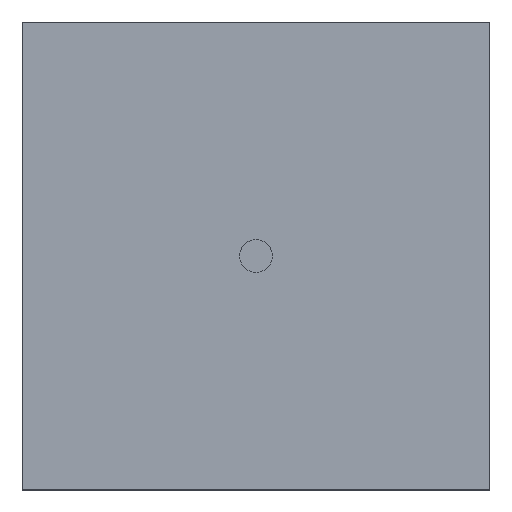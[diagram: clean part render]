
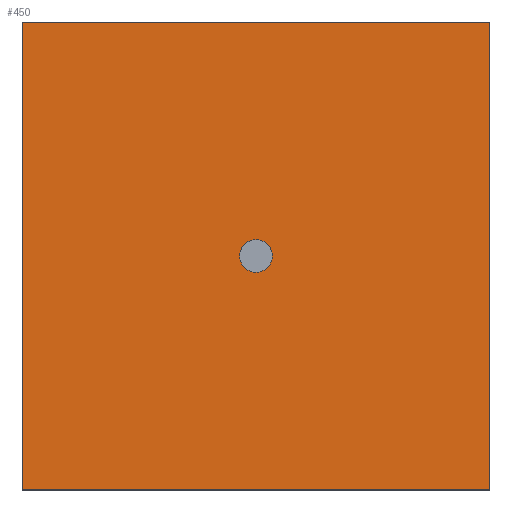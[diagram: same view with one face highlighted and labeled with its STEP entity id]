
A CAD part, top view. The second image highlights one B-rep face of the part: STEP entity #450.
In plain terms, the highlighted planar face has unit normal (0, 0, 1).
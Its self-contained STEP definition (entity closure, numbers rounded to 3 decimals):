
#55 = CARTESIAN_POINT ( 'NONE',  ( 75., 75., 40. ) ) ;
#60 = DIRECTION ( 'NONE',  ( 0., 1., 0. ) ) ;
#78 = DIRECTION ( 'NONE',  ( 0., 0., 1. ) ) ;
#92 = DIRECTION ( 'NONE',  ( 1., 0., 0. ) ) ;
#97 = CARTESIAN_POINT ( 'NONE',  ( 0., 0., 40. ) ) ;
#111 = LINE ( 'NONE', #289, #850 ) ;
#164 = ORIENTED_EDGE ( 'NONE', *, *, #273, .F. ) ;
#174 = CARTESIAN_POINT ( 'NONE',  ( 5.25, 0., 40. ) ) ;
#182 = CARTESIAN_POINT ( 'NONE',  ( -75., -75., 40. ) ) ;
#217 = CIRCLE ( 'NONE', #763, 5.25 ) ;
#222 = CARTESIAN_POINT ( 'NONE',  ( 75., -75., 40. ) ) ;
#259 = EDGE_CURVE ( 'NONE', #537, #1007, #1455, .T. ) ;
#273 = EDGE_CURVE ( 'NONE', #560, #336, #986, .T. ) ;
#289 = CARTESIAN_POINT ( 'NONE',  ( -75., 75., 40. ) ) ;
#298 = DIRECTION ( 'NONE',  ( 1., 0., 0. ) ) ;
#302 = EDGE_CURVE ( 'NONE', #336, #560, #217, .T. ) ;
#336 = VERTEX_POINT ( 'NONE', #174 ) ;
#350 = LINE ( 'NONE', #182, #1393 ) ;
#388 = LINE ( 'NONE', #1343, #669 ) ;
#403 = CARTESIAN_POINT ( 'NONE',  ( -75., 75., 40. ) ) ;
#409 = CARTESIAN_POINT ( 'NONE',  ( 0., 0., 40. ) ) ;
#422 = DIRECTION ( 'NONE',  ( 0., 1., 0. ) ) ;
#428 = CARTESIAN_POINT ( 'NONE',  ( 0., 0., 40. ) ) ;
#444 = AXIS2_PLACEMENT_3D ( 'NONE', #97, #779, #92 ) ;
#450 = ADVANCED_FACE ( 'NONE', ( #1164, #1031 ), #1482, .T. ) ;
#502 = EDGE_LOOP ( 'NONE', ( #965, #555, #975, #1439 ) ) ;
#537 = VERTEX_POINT ( 'NONE', #903 ) ;
#555 = ORIENTED_EDGE ( 'NONE', *, *, #1037, .T. ) ;
#560 = VERTEX_POINT ( 'NONE', #1154 ) ;
#582 = VERTEX_POINT ( 'NONE', #222 ) ;
#637 = DIRECTION ( 'NONE',  ( 1., 0., 0. ) ) ;
#669 = VECTOR ( 'NONE', #60, 1000. ) ;
#672 = AXIS2_PLACEMENT_3D ( 'NONE', #428, #751, #1119 ) ;
#751 = DIRECTION ( 'NONE',  ( 0., 0., 1. ) ) ;
#763 = AXIS2_PLACEMENT_3D ( 'NONE', #409, #78, #637 ) ;
#779 = DIRECTION ( 'NONE',  ( 0., 0., 1. ) ) ;
#850 = VECTOR ( 'NONE', #298, 1000. ) ;
#855 = ORIENTED_EDGE ( 'NONE', *, *, #302, .F. ) ;
#886 = EDGE_CURVE ( 'NONE', #1007, #1066, #111, .T. ) ;
#903 = CARTESIAN_POINT ( 'NONE',  ( -75., -75., 40. ) ) ;
#965 = ORIENTED_EDGE ( 'NONE', *, *, #1043, .T. ) ;
#975 = ORIENTED_EDGE ( 'NONE', *, *, #886, .F. ) ;
#986 = CIRCLE ( 'NONE', #672, 5.25 ) ;
#1007 = VERTEX_POINT ( 'NONE', #403 ) ;
#1031 = FACE_OUTER_BOUND ( 'NONE', #502, .T. ) ;
#1037 = EDGE_CURVE ( 'NONE', #582, #1066, #388, .T. ) ;
#1043 = EDGE_CURVE ( 'NONE', #537, #582, #350, .T. ) ;
#1066 = VERTEX_POINT ( 'NONE', #55 ) ;
#1112 = CARTESIAN_POINT ( 'NONE',  ( -75., -75., 40. ) ) ;
#1119 = DIRECTION ( 'NONE',  ( 1., 0., 0. ) ) ;
#1153 = EDGE_LOOP ( 'NONE', ( #855, #164 ) ) ;
#1154 = CARTESIAN_POINT ( 'NONE',  ( -5.25, 0., 40. ) ) ;
#1164 = FACE_BOUND ( 'NONE', #1153, .T. ) ;
#1210 = VECTOR ( 'NONE', #422, 1000. ) ;
#1227 = DIRECTION ( 'NONE',  ( 1., 0., 0. ) ) ;
#1343 = CARTESIAN_POINT ( 'NONE',  ( 75., -75., 40. ) ) ;
#1393 = VECTOR ( 'NONE', #1227, 1000. ) ;
#1439 = ORIENTED_EDGE ( 'NONE', *, *, #259, .F. ) ;
#1455 = LINE ( 'NONE', #1112, #1210 ) ;
#1482 = PLANE ( 'NONE',  #444 ) ;
